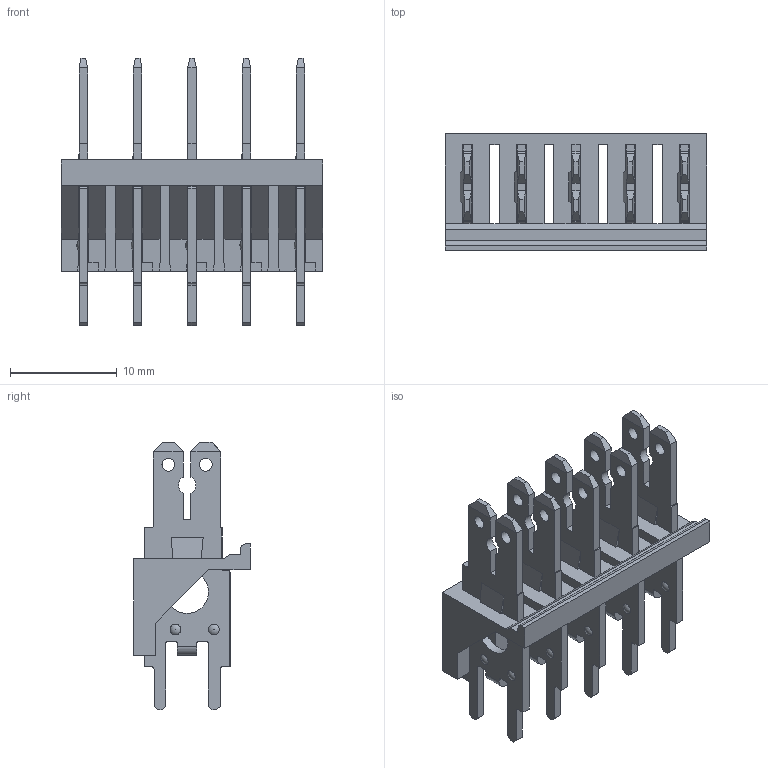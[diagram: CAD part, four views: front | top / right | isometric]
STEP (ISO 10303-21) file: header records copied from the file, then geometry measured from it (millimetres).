
FILE_DESCRIPTION(/* description */ ('Unknown'),/* implementation_level */ '2;1');
FILE_NAME(/* name */ 'J_Wurth_WR-FAST_638207222005',/* time_stamp */ '2025-06-19T11:22:31+08:00',/* author */ ('Unknown'),/* organization */ ('Unknown'),/* preprocessor_version */ 'ST-DEVELOPER v19.4',/* originating_system */ 'Solid Edge',/* authorisation */ 'Unknown');
FILE_SCHEMA (('AUTOMOTIVE_DESIGN {1 0 10303 214 3 1 1}'));
Length unit declared in the file: millimetre
Products named in the file (2): J_Wurth_WR-FAST_638207222005
Assembly tree (1 placements, depth 2):
  J_Wurth_WR-FAST_638207222005
    J_Wurth_WR-FAST_638207222005
Bounding box: 24.44 x 10.9 x 25 mm (x, y, z)
Volume: 1305.5 mm3; surface area: 3186.5 mm2
Topology: 2 solids, 2 shells, 454 faces, 1305 edges, 837 vertices
Faces by surface type: plane 333, cylinder 91, cone 20, torus 10
Full cylindrical faces by diameter (mm): 1.2 x10, 4 x5
Entity records: 17077 total; most frequent: CARTESIAN_POINT 2523, ORIENTED_EDGE 2490, DIRECTION 2359, EDGE_CURVE 1245, LINE 1043, VECTOR 1043, VERTEX_POINT 822, AXIS2_PLACEMENT_3D 658
